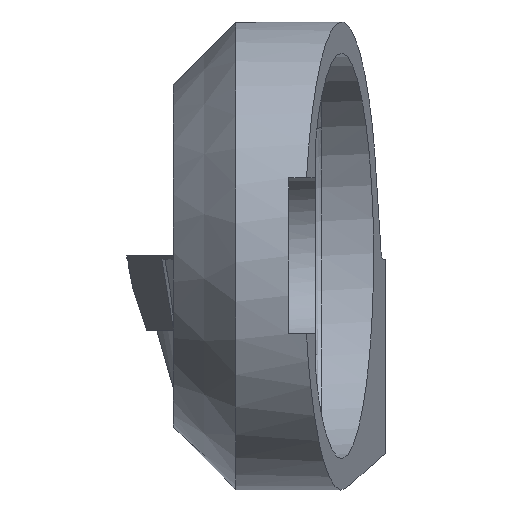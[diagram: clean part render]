
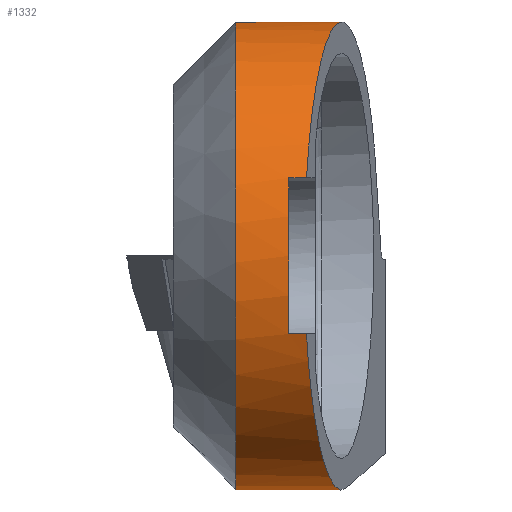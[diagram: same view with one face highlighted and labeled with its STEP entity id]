
A CAD part, front view. The second image highlights one B-rep face of the part: STEP entity #1332.
In plain terms, the highlighted cylindrical face has radius 7.5 mm (diameter 15 mm), a partial arc.
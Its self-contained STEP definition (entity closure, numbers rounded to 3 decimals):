
#97=CYLINDRICAL_SURFACE('',#1504,7.5);
#136=FACE_OUTER_BOUND('',#213,.T.);
#213=EDGE_LOOP('',(#978,#979,#980,#981,#982,#983,#984,#985));
#279=CIRCLE('',#1487,7.5);
#288=CIRCLE('',#1505,7.5);
#341=ELLIPSE('',#1480,7.593,7.5);
#343=ELLIPSE('',#1482,7.593,7.5);
#345=ELLIPSE('',#1506,25.828,7.5);
#382=LINE('',#2168,#476);
#386=LINE('',#2176,#480);
#393=LINE('',#2208,#487);
#476=VECTOR('',#1695,1000.);
#480=VECTOR('',#1701,1000.);
#487=VECTOR('',#1742,1000.);
#568=VERTEX_POINT('',#2121);
#569=VERTEX_POINT('',#2123);
#576=VERTEX_POINT('',#2155);
#577=VERTEX_POINT('',#2157);
#580=VERTEX_POINT('',#2167);
#583=VERTEX_POINT('',#2175);
#591=VERTEX_POINT('',#2207);
#594=VERTEX_POINT('',#2217);
#706=EDGE_CURVE('',#569,#568,#341,.T.);
#714=EDGE_CURVE('',#577,#576,#343,.T.);
#719=EDGE_CURVE('',#580,#569,#382,.T.);
#723=EDGE_CURVE('',#576,#583,#386,.T.);
#727=EDGE_CURVE('',#580,#583,#279,.T.);
#739=EDGE_CURVE('',#577,#591,#393,.T.);
#743=EDGE_CURVE('',#591,#594,#288,.T.);
#744=EDGE_CURVE('',#594,#568,#345,.T.);
#978=ORIENTED_EDGE('',*,*,#743,.F.);
#979=ORIENTED_EDGE('',*,*,#739,.F.);
#980=ORIENTED_EDGE('',*,*,#714,.T.);
#981=ORIENTED_EDGE('',*,*,#723,.T.);
#982=ORIENTED_EDGE('',*,*,#727,.F.);
#983=ORIENTED_EDGE('',*,*,#719,.T.);
#984=ORIENTED_EDGE('',*,*,#706,.T.);
#985=ORIENTED_EDGE('',*,*,#744,.F.);
#1332=ADVANCED_FACE('',(#136),#97,.T.);
#1480=AXIS2_PLACEMENT_3D('',#2124,#1677,#1678);
#1482=AXIS2_PLACEMENT_3D('',#2158,#1685,#1686);
#1487=AXIS2_PLACEMENT_3D('',#2183,#1707,#1708);
#1504=AXIS2_PLACEMENT_3D('',#2216,#1746,#1747);
#1505=AXIS2_PLACEMENT_3D('',#2218,#1748,#1749);
#1506=AXIS2_PLACEMENT_3D('',#2219,#1750,#1751);
#1677=DIRECTION('center_axis',(-0.988,0.156,0.));
#1678=DIRECTION('ref_axis',(0.156,0.988,0.));
#1685=DIRECTION('center_axis',(-0.988,0.156,0.));
#1686=DIRECTION('ref_axis',(0.156,0.988,0.));
#1695=DIRECTION('',(1.,0.,0.));
#1701=DIRECTION('',(-1.,0.,0.));
#1707=DIRECTION('center_axis',(1.,0.,0.));
#1708=DIRECTION('ref_axis',(0.,0.,
-1.));
#1742=DIRECTION('',(-1.,0.,0.));
#1746=DIRECTION('center_axis',(-1.,0.,0.));
#1747=DIRECTION('ref_axis',(0.,-0.885,0.465));
#1748=DIRECTION('center_axis',(-1.,0.,0.));
#1749=DIRECTION('ref_axis',(0.,0.139,-0.99));
#1750=DIRECTION('center_axis',(-0.29,0.894,0.342));
#1751=DIRECTION('ref_axis',(0.957,0.271,0.104));
#2121=CARTESIAN_POINT('',(1.9,6.705,3.36));
#2123=CARTESIAN_POINT('',(-0.282,-7.071,2.5));
#2124=CARTESIAN_POINT('Origin',(0.838,0.,
0.));
#2155=CARTESIAN_POINT('',(-0.282,-7.071,-2.5));
#2157=CARTESIAN_POINT('',(1.003,1.044,-7.427));
#2158=CARTESIAN_POINT('Origin',(0.838,0.,
0.));
#2167=CARTESIAN_POINT('',(-0.85,-7.071,2.5));
#2168=CARTESIAN_POINT('',(2.25,-7.071,2.5));
#2175=CARTESIAN_POINT('',(-0.85,-7.071,-2.5));
#2176=CARTESIAN_POINT('',(2.25,-7.071,-2.5));
#2183=CARTESIAN_POINT('Origin',(-0.85,0.,0.));
#2207=CARTESIAN_POINT('',(-2.55,1.044,-7.427));
#2208=CARTESIAN_POINT('',(2.25,1.044,-7.427));
#2216=CARTESIAN_POINT('Origin',(2.25,0.,0.));
#2217=CARTESIAN_POINT('',(-2.55,4.156,6.243));
#2218=CARTESIAN_POINT('Origin',(-2.55,0.,0.));
#2219=CARTESIAN_POINT('Origin',(-22.694,0.,
0.));
